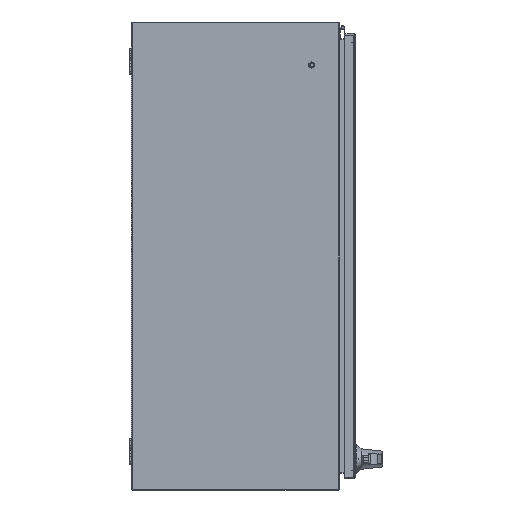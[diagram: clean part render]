
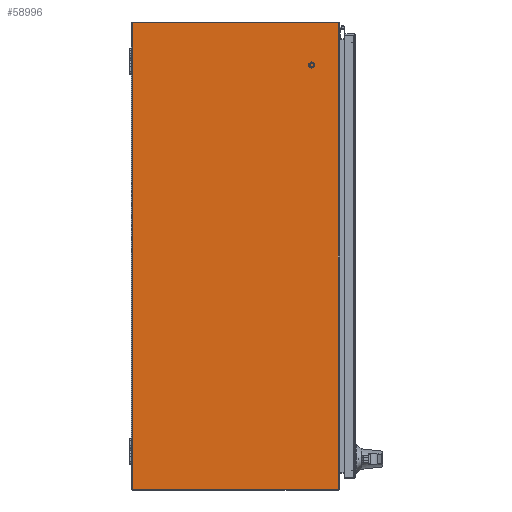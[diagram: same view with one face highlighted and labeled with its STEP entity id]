
A CAD part, front view. The second image highlights one B-rep face of the part: STEP entity #58996.
In plain terms, the highlighted face is planar.
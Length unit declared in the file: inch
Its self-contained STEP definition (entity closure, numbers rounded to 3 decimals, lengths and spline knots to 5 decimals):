
#1474 = VERTEX_POINT ( 'NONE', #115733 ) ;
#2457 = CARTESIAN_POINT ( 'NONE',  ( 17.928, -0.072, -30. ) ) ;
#4446 = CARTESIAN_POINT ( 'NONE',  ( 17.928, -0.072, -30. ) ) ;
#6441 = VECTOR ( 'NONE', #26195, 39.37008 ) ;
#7345 = ORIENTED_EDGE ( 'NONE', *, *, #111871, .T. ) ;
#13264 = VECTOR ( 'NONE', #81187, 39.37008 ) ;
#14275 = CARTESIAN_POINT ( 'NONE',  ( -17.928, -15.892, -30. ) ) ;
#14683 = LINE ( 'NONE', #2457, #64898 ) ;
#18274 = LINE ( 'NONE', #61478, #88566 ) ;
#21787 = DIRECTION ( 'NONE',  ( 1., 0., 0. ) ) ;
#22674 = ORIENTED_EDGE ( 'NONE', *, *, #80311, .T. ) ;
#24562 = EDGE_LOOP ( 'NONE', ( #7345, #70553, #22674, #99353 ) ) ;
#26195 = DIRECTION ( 'NONE',  ( 0., -1., 0. ) ) ;
#29875 = CARTESIAN_POINT ( 'NONE',  ( 17.928, -0.072, -30. ) ) ;
#30664 = DIRECTION ( 'NONE',  ( 0., -1., 0. ) ) ;
#42337 = DIRECTION ( 'NONE',  ( -1., 0., 0. ) ) ;
#46508 = VERTEX_POINT ( 'NONE', #51721 ) ;
#51721 = CARTESIAN_POINT ( 'NONE',  ( -17.928, -0.072, -30. ) ) ;
#57502 = DIRECTION ( 'NONE',  ( 0., 0., -1. ) ) ;
#58996 = ADVANCED_FACE ( 'NONE', ( #111510 ), #112197, .T. ) ;
#61478 = CARTESIAN_POINT ( 'NONE',  ( 17.928, -15.892, -30. ) ) ;
#62026 = EDGE_CURVE ( 'NONE', #1474, #69773, #18274, .T. ) ;
#64898 = VECTOR ( 'NONE', #21787, 39.37008 ) ;
#65359 = LINE ( 'NONE', #90313, #6441 ) ;
#69773 = VERTEX_POINT ( 'NONE', #14275 ) ;
#70553 = ORIENTED_EDGE ( 'NONE', *, *, #62026, .T. ) ;
#80311 = EDGE_CURVE ( 'NONE', #69773, #46508, #86485, .T. ) ;
#81187 = DIRECTION ( 'NONE',  ( 0., 1., 0. ) ) ;
#86485 = LINE ( 'NONE', #99717, #13264 ) ;
#88566 = VECTOR ( 'NONE', #42337, 39.37008 ) ;
#90313 = CARTESIAN_POINT ( 'NONE',  ( 17.928, -0.072, -30. ) ) ;
#96738 = VERTEX_POINT ( 'NONE', #4446 ) ;
#99353 = ORIENTED_EDGE ( 'NONE', *, *, #105446, .T. ) ;
#99717 = CARTESIAN_POINT ( 'NONE',  ( -17.928, -0.072, -30. ) ) ;
#102878 = AXIS2_PLACEMENT_3D ( 'NONE', #29875, #57502, #30664 ) ;
#105446 = EDGE_CURVE ( 'NONE', #46508, #96738, #14683, .T. ) ;
#111510 = FACE_OUTER_BOUND ( 'NONE', #24562, .T. ) ;
#111871 = EDGE_CURVE ( 'NONE', #96738, #1474, #65359, .T. ) ;
#112197 = PLANE ( 'NONE',  #102878 ) ;
#115733 = CARTESIAN_POINT ( 'NONE',  ( 17.928, -15.892, -30. ) ) ;
